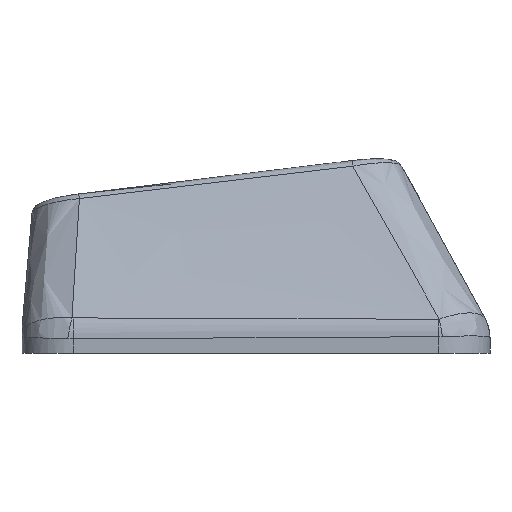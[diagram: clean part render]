
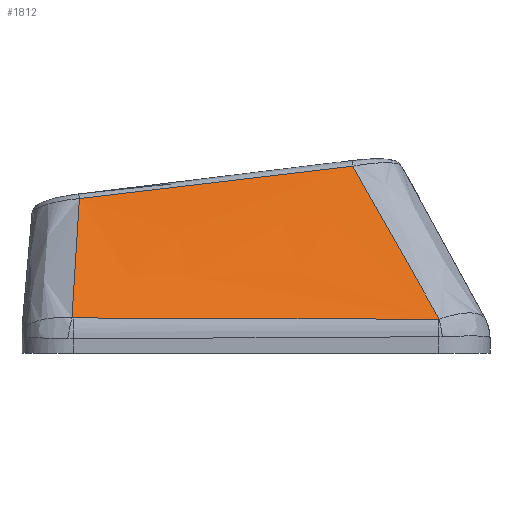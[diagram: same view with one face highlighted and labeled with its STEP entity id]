
A CAD part, left-side view. The second image highlights one B-rep face of the part: STEP entity #1812.
In plain terms, the highlighted free-form (B-spline) face has degree [3, 3] with [4, 4] control points.
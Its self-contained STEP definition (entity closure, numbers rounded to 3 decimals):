
#29=B_SPLINE_SURFACE_WITH_KNOTS('',3,3,((#3980,#3981,#3982,#3983),(#3984,
#3985,#3986,#3987),(#3988,#3989,#3990,#3991),(#3992,#3993,#3994,#3995)),
 .UNSPECIFIED.,.F.,.F.,.F.,(4,4),(4,4),(0.099,0.893),
(0.039,0.951),.UNSPECIFIED.);
#168=FACE_OUTER_BOUND('',#252,.T.);
#252=EDGE_LOOP('',(#1424,#1425,#1426,#1427,#1428,#1429));
#554=B_SPLINE_CURVE_WITH_KNOTS('',3,(#3658,#3659,#3660,#3661),
 .UNSPECIFIED.,.F.,.F.,(4,4),(0.,0.004),
 .UNSPECIFIED.);
#556=B_SPLINE_CURVE_WITH_KNOTS('',3,(#3685,#3686,#3687,#3688),
 .UNSPECIFIED.,.F.,.F.,(4,4),(0.,1.416),.UNSPECIFIED.);
#558=B_SPLINE_CURVE_WITH_KNOTS('',3,(#3712,#3713,#3714,#3715),
 .UNSPECIFIED.,.F.,.F.,(4,4),(0.,0.006),
 .UNSPECIFIED.);
#573=B_SPLINE_CURVE_WITH_KNOTS('',3,(#3997,#3998,#3999,#4000),
 .UNSPECIFIED.,.F.,.F.,(4,4),(0.031,0.777),
 .UNSPECIFIED.);
#574=B_SPLINE_CURVE_WITH_KNOTS('',3,(#4002,#4003,#4004,#4005),
 .UNSPECIFIED.,.F.,.F.,(4,4),(-1.068,0.),.UNSPECIFIED.);
#575=B_SPLINE_CURVE_WITH_KNOTS('',3,(#4006,#4007,#4008,#4009),
 .UNSPECIFIED.,.F.,.F.,(4,4),(-0.578,-0.026),
 .UNSPECIFIED.);
#796=VERTEX_POINT('',#3620);
#798=VERTEX_POINT('',#3651);
#800=VERTEX_POINT('',#3678);
#802=VERTEX_POINT('',#3705);
#818=VERTEX_POINT('',#3996);
#819=VERTEX_POINT('',#4001);
#1045=EDGE_CURVE('',#796,#798,#554,.T.);
#1048=EDGE_CURVE('',#798,#800,#556,.T.);
#1051=EDGE_CURVE('',#800,#802,#558,.T.);
#1075=EDGE_CURVE('',#818,#796,#573,.T.);
#1076=EDGE_CURVE('',#819,#818,#574,.T.);
#1077=EDGE_CURVE('',#802,#819,#575,.T.);
#1424=ORIENTED_EDGE('',*,*,#1051,.F.);
#1425=ORIENTED_EDGE('',*,*,#1048,.F.);
#1426=ORIENTED_EDGE('',*,*,#1045,.F.);
#1427=ORIENTED_EDGE('',*,*,#1075,.F.);
#1428=ORIENTED_EDGE('',*,*,#1076,.F.);
#1429=ORIENTED_EDGE('',*,*,#1077,.F.);
#1812=ADVANCED_FACE('',(#168),#29,.T.);
#3620=CARTESIAN_POINT('',(-13.679,-7.115,0.322));
#3651=CARTESIAN_POINT('',(-13.681,-7.077,0.319));
#3658=CARTESIAN_POINT('Ctrl Pts',(-13.679,-7.115,0.322));
#3659=CARTESIAN_POINT('Ctrl Pts',(-13.68,-7.103,0.32));
#3660=CARTESIAN_POINT('Ctrl Pts',(-13.681,-7.09,0.319));
#3661=CARTESIAN_POINT('Ctrl Pts',(-13.681,-7.077,0.319));
#3678=CARTESIAN_POINT('',(-13.605,7.086,0.37));
#3685=CARTESIAN_POINT('Ctrl Pts',(-13.681,-7.077,0.319));
#3686=CARTESIAN_POINT('Ctrl Pts',(-13.662,-2.356,0.335));
#3687=CARTESIAN_POINT('Ctrl Pts',(-13.638,2.365,0.352));
#3688=CARTESIAN_POINT('Ctrl Pts',(-13.605,7.086,0.37));
#3705=CARTESIAN_POINT('',(-13.602,7.142,0.375));
#3712=CARTESIAN_POINT('Ctrl Pts',(-13.605,7.086,0.37));
#3713=CARTESIAN_POINT('Ctrl Pts',(-13.605,7.105,0.37));
#3714=CARTESIAN_POINT('Ctrl Pts',(-13.604,7.124,0.372));
#3715=CARTESIAN_POINT('Ctrl Pts',(-13.602,7.142,0.375));
#3980=CARTESIAN_POINT('Ctrl Pts',(-10.638,-4.133,6.302));
#3981=CARTESIAN_POINT('Ctrl Pts',(-11.652,-5.128,4.308));
#3982=CARTESIAN_POINT('Ctrl Pts',(-12.667,-6.122,2.314));
#3983=CARTESIAN_POINT('Ctrl Pts',(-13.681,-7.117,0.319));
#3984=CARTESIAN_POINT('Ctrl Pts',(-10.638,-0.374,
5.863));
#3985=CARTESIAN_POINT('Ctrl Pts',(-11.652,-1.037,4.008));
#3986=CARTESIAN_POINT('Ctrl Pts',(-12.667,-1.701,2.153));
#3987=CARTESIAN_POINT('Ctrl Pts',(-13.681,-2.364,0.297));
#3988=CARTESIAN_POINT('Ctrl Pts',(-10.638,3.385,5.425));
#3989=CARTESIAN_POINT('Ctrl Pts',(-11.652,3.053,3.708));
#3990=CARTESIAN_POINT('Ctrl Pts',(-12.667,2.721,1.992));
#3991=CARTESIAN_POINT('Ctrl Pts',(-13.681,2.389,0.275));
#3992=CARTESIAN_POINT('Ctrl Pts',(-10.638,7.144,4.986));
#3993=CARTESIAN_POINT('Ctrl Pts',(-11.652,7.143,3.408));
#3994=CARTESIAN_POINT('Ctrl Pts',(-12.667,7.143,1.831));
#3995=CARTESIAN_POINT('Ctrl Pts',(-13.681,7.142,0.253));
#3996=CARTESIAN_POINT('',(-10.638,-3.754,6.258));
#3997=CARTESIAN_POINT('Ctrl Pts',(-10.638,-3.754,6.258));
#3998=CARTESIAN_POINT('Ctrl Pts',(-11.659,-4.88,4.284));
#3999=CARTESIAN_POINT('Ctrl Pts',(-12.671,-6.,2.305));
#4000=CARTESIAN_POINT('Ctrl Pts',(-13.679,-7.115,0.322));
#4001=CARTESIAN_POINT('',(-10.65,6.854,5.002));
#4002=CARTESIAN_POINT('Ctrl Pts',(-10.65,6.854,5.002));
#4003=CARTESIAN_POINT('Ctrl Pts',(-10.647,3.318,5.418));
#4004=CARTESIAN_POINT('Ctrl Pts',(-10.643,-0.218,5.837));
#4005=CARTESIAN_POINT('Ctrl Pts',(-10.638,-3.754,6.258));
#4006=CARTESIAN_POINT('Ctrl Pts',(-13.602,7.142,0.375));
#4007=CARTESIAN_POINT('Ctrl Pts',(-12.613,7.039,1.915));
#4008=CARTESIAN_POINT('Ctrl Pts',(-11.628,6.941,3.457));
#4009=CARTESIAN_POINT('Ctrl Pts',(-10.65,6.854,5.002));
